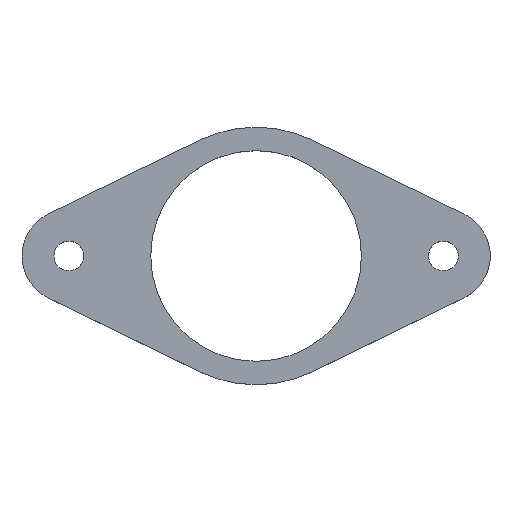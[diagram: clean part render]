
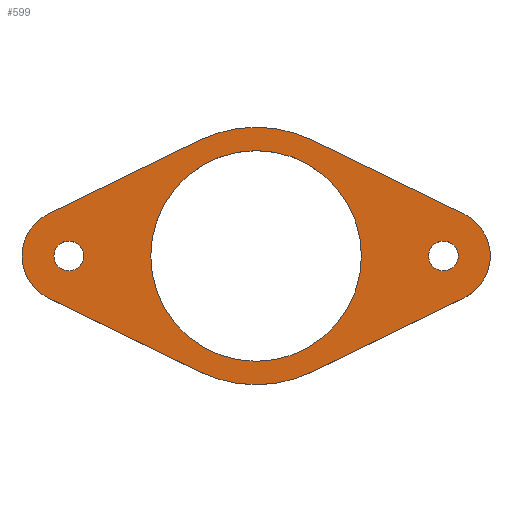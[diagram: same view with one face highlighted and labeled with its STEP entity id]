
A CAD part, top view. The second image highlights one B-rep face of the part: STEP entity #599.
In plain terms, the highlighted planar face has unit normal (0, 0, 1).
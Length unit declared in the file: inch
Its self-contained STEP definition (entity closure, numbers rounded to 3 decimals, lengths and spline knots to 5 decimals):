
#4 = DIRECTION ( 'NONE',  ( 1., 0., 0. ) ) ;
#11 = DIRECTION ( 'NONE',  ( 0., 0., 1. ) ) ;
#12 = VERTEX_POINT ( 'NONE', #392 ) ;
#13 = ORIENTED_EDGE ( 'NONE', *, *, #81, .T. ) ;
#27 = VERTEX_POINT ( 'NONE', #482 ) ;
#29 = CARTESIAN_POINT ( 'NONE',  ( 0.9205, 0., 0.125 ) ) ;
#30 = AXIS2_PLACEMENT_3D ( 'NONE', #427, #159, #528 ) ;
#34 = DIRECTION ( 'NONE',  ( 0., 0., 1. ) ) ;
#36 = EDGE_CURVE ( 'NONE', #227, #120, #587, .T. ) ;
#39 = DIRECTION ( 'NONE',  ( 1., 0., 0. ) ) ;
#40 = CIRCLE ( 'NONE', #627, 0.25 ) ;
#55 = CIRCLE ( 'NONE', #138, 0.25 ) ;
#63 = VERTEX_POINT ( 'NONE', #280 ) ;
#77 = ORIENTED_EDGE ( 'NONE', *, *, #86, .F. ) ;
#80 = CIRCLE ( 'NONE', #388, 0.5625 ) ;
#81 = EDGE_CURVE ( 'NONE', #173, #313, #40, .T. ) ;
#86 = EDGE_CURVE ( 'NONE', #120, #227, #100, .T. ) ;
#88 = AXIS2_PLACEMENT_3D ( 'NONE', #260, #571, #111 ) ;
#95 = EDGE_LOOP ( 'NONE', ( #634, #529 ) ) ;
#97 = CARTESIAN_POINT ( 'NONE',  ( -1.10937, -0.2248, 0.125 ) ) ;
#100 = CIRCLE ( 'NONE', #30, 0.0795 ) ;
#101 = DIRECTION ( 'NONE',  ( 1., 0., 0. ) ) ;
#103 = EDGE_CURVE ( 'NONE', #27, #202, #188, .T. ) ;
#106 = DIRECTION ( 'NONE',  ( -0.899, -0.437, 0. ) ) ;
#109 = EDGE_CURVE ( 'NONE', #620, #139, #468, .T. ) ;
#111 = DIRECTION ( 'NONE',  ( 1., 0., 0. ) ) ;
#114 = AXIS2_PLACEMENT_3D ( 'NONE', #662, #192, #39 ) ;
#115 = VERTEX_POINT ( 'NONE', #643 ) ;
#119 = EDGE_LOOP ( 'NONE', ( #130, #471 ) ) ;
#120 = VERTEX_POINT ( 'NONE', #210 ) ;
#121 = EDGE_LOOP ( 'NONE', ( #77, #367 ) ) ;
#130 = ORIENTED_EDGE ( 'NONE', *, *, #371, .F. ) ;
#138 = AXIS2_PLACEMENT_3D ( 'NONE', #312, #205, #101 ) ;
#139 = VERTEX_POINT ( 'NONE', #510 ) ;
#144 = FACE_BOUND ( 'NONE', #121, .T. ) ;
#153 = CARTESIAN_POINT ( 'NONE',  ( -0.30078, -0.61821, 0.125 ) ) ;
#155 = CIRCLE ( 'NONE', #114, 0.0795 ) ;
#159 = DIRECTION ( 'NONE',  ( 0., 0., 1. ) ) ;
#166 = VERTEX_POINT ( 'NONE', #153 ) ;
#173 = VERTEX_POINT ( 'NONE', #668 ) ;
#175 = ORIENTED_EDGE ( 'NONE', *, *, #109, .T. ) ;
#178 = DIRECTION ( 'NONE',  ( 0., 0., 1. ) ) ;
#188 = CIRCLE ( 'NONE', #88, 0.0795 ) ;
#192 = DIRECTION ( 'NONE',  ( 0., 0., 1. ) ) ;
#193 = EDGE_CURVE ( 'NONE', #173, #229, #578, .T. ) ;
#195 = DIRECTION ( 'NONE',  ( 1., 0., 0. ) ) ;
#202 = VERTEX_POINT ( 'NONE', #453 ) ;
#205 = DIRECTION ( 'NONE',  ( 0., 0., 1. ) ) ;
#208 = ORIENTED_EDGE ( 'NONE', *, *, #544, .F. ) ;
#210 = CARTESIAN_POINT ( 'NONE',  ( 1.0795, 0., 0.125 ) ) ;
#218 = LINE ( 'NONE', #525, #241 ) ;
#220 = VECTOR ( 'NONE', #434, 39.37008 ) ;
#224 = CARTESIAN_POINT ( 'NONE',  ( -0.30078, -0.61821, 0.125 ) ) ;
#225 = VERTEX_POINT ( 'NONE', #97 ) ;
#227 = VERTEX_POINT ( 'NONE', #29 ) ;
#229 = VERTEX_POINT ( 'NONE', #455 ) ;
#239 = CARTESIAN_POINT ( 'NONE',  ( 1., 0., 0.125 ) ) ;
#241 = VECTOR ( 'NONE', #106, 39.37008 ) ;
#242 = AXIS2_PLACEMENT_3D ( 'NONE', #347, #556, #301 ) ;
#243 = EDGE_CURVE ( 'NONE', #166, #115, #463, .T. ) ;
#260 = CARTESIAN_POINT ( 'NONE',  ( -1., 0., 0.125 ) ) ;
#261 = CIRCLE ( 'NONE', #649, 0.6875 ) ;
#262 = CARTESIAN_POINT ( 'NONE',  ( 1.10938, 0.2248, 0.125 ) ) ;
#277 = EDGE_LOOP ( 'NONE', ( #175, #626, #369, #13, #319, #208, #583, #324, #538 ) ) ;
#280 = CARTESIAN_POINT ( 'NONE',  ( 1.10938, -0.2248, 0.125 ) ) ;
#301 = DIRECTION ( 'NONE',  ( 1., 0., 0. ) ) ;
#312 = CARTESIAN_POINT ( 'NONE',  ( -1., 0., 0.125 ) ) ;
#313 = VERTEX_POINT ( 'NONE', #351 ) ;
#319 = ORIENTED_EDGE ( 'NONE', *, *, #655, .T. ) ;
#324 = ORIENTED_EDGE ( 'NONE', *, *, #420, .F. ) ;
#332 = LINE ( 'NONE', #224, #448 ) ;
#345 = EDGE_CURVE ( 'NONE', #202, #27, #155, .T. ) ;
#346 = AXIS2_PLACEMENT_3D ( 'NONE', #669, #656, #359 ) ;
#347 = CARTESIAN_POINT ( 'NONE',  ( 0., 0., 0.125 ) ) ;
#350 = CARTESIAN_POINT ( 'NONE',  ( 0., 0., 0.125 ) ) ;
#351 = CARTESIAN_POINT ( 'NONE',  ( -1.25, 0., 0.125 ) ) ;
#359 = DIRECTION ( 'NONE',  ( 1., 0., 0. ) ) ;
#362 = DIRECTION ( 'NONE',  ( 0., 0., 1. ) ) ;
#367 = ORIENTED_EDGE ( 'NONE', *, *, #36, .F. ) ;
#368 = DIRECTION ( 'NONE',  ( 0.899, 0.437, 0. ) ) ;
#369 = ORIENTED_EDGE ( 'NONE', *, *, #193, .F. ) ;
#371 = EDGE_CURVE ( 'NONE', #12, #562, #405, .T. ) ;
#388 = AXIS2_PLACEMENT_3D ( 'NONE', #350, #362, #522 ) ;
#392 = CARTESIAN_POINT ( 'NONE',  ( -0.5625, 0., 0.125 ) ) ;
#399 = EDGE_CURVE ( 'NONE', #139, #229, #261, .T. ) ;
#402 = PLANE ( 'NONE',  #242 ) ;
#405 = CIRCLE ( 'NONE', #678, 0.5625 ) ;
#414 = CARTESIAN_POINT ( 'NONE',  ( -1., 0., 0.125 ) ) ;
#420 = EDGE_CURVE ( 'NONE', #63, #115, #218, .T. ) ;
#423 = CARTESIAN_POINT ( 'NONE',  ( 0.30078, 0.61821, 0.125 ) ) ;
#425 = DIRECTION ( 'NONE',  ( 0., 0., 1. ) ) ;
#427 = CARTESIAN_POINT ( 'NONE',  ( 1., 0., 0.125 ) ) ;
#430 = CIRCLE ( 'NONE', #346, 0.25 ) ;
#434 = DIRECTION ( 'NONE',  ( -0.899, 0.437, 0. ) ) ;
#448 = VECTOR ( 'NONE', #592, 39.37008 ) ;
#453 = CARTESIAN_POINT ( 'NONE',  ( -1.0795, 0., 0.125 ) ) ;
#455 = CARTESIAN_POINT ( 'NONE',  ( -0.30078, 0.61821, 0.125 ) ) ;
#463 = CIRCLE ( 'NONE', #519, 0.6875 ) ;
#467 = CARTESIAN_POINT ( 'NONE',  ( 0., 0., 0.125 ) ) ;
#468 = LINE ( 'NONE', #423, #220 ) ;
#471 = ORIENTED_EDGE ( 'NONE', *, *, #675, .F. ) ;
#482 = CARTESIAN_POINT ( 'NONE',  ( -0.9205, 0., 0.125 ) ) ;
#493 = FACE_BOUND ( 'NONE', #119, .T. ) ;
#505 = CARTESIAN_POINT ( 'NONE',  ( 0., 0., 0.125 ) ) ;
#509 = DIRECTION ( 'NONE',  ( 1., 0., 0. ) ) ;
#510 = CARTESIAN_POINT ( 'NONE',  ( 0.30078, 0.61821, 0.125 ) ) ;
#518 = AXIS2_PLACEMENT_3D ( 'NONE', #239, #178, #658 ) ;
#519 = AXIS2_PLACEMENT_3D ( 'NONE', #561, #563, #195 ) ;
#522 = DIRECTION ( 'NONE',  ( 1., 0., 0. ) ) ;
#525 = CARTESIAN_POINT ( 'NONE',  ( 0.30078, -0.61821, 0.125 ) ) ;
#528 = DIRECTION ( 'NONE',  ( 1., 0., 0. ) ) ;
#529 = ORIENTED_EDGE ( 'NONE', *, *, #345, .F. ) ;
#538 = ORIENTED_EDGE ( 'NONE', *, *, #617, .T. ) ;
#544 = EDGE_CURVE ( 'NONE', #166, #225, #332, .T. ) ;
#552 = FACE_OUTER_BOUND ( 'NONE', #277, .T. ) ;
#556 = DIRECTION ( 'NONE',  ( 0., 0., 1. ) ) ;
#561 = CARTESIAN_POINT ( 'NONE',  ( 0., 0., 0.125 ) ) ;
#562 = VERTEX_POINT ( 'NONE', #663 ) ;
#563 = DIRECTION ( 'NONE',  ( 0., 0., 1. ) ) ;
#569 = CARTESIAN_POINT ( 'NONE',  ( -0.30078, 0.61821, 0.125 ) ) ;
#571 = DIRECTION ( 'NONE',  ( 0., 0., 1. ) ) ;
#578 = LINE ( 'NONE', #569, #657 ) ;
#583 = ORIENTED_EDGE ( 'NONE', *, *, #243, .T. ) ;
#587 = CIRCLE ( 'NONE', #518, 0.0795 ) ;
#592 = DIRECTION ( 'NONE',  ( -0.899, 0.437, 0. ) ) ;
#599 = ADVANCED_FACE ( 'NONE', ( #610, #144, #493, #552 ), #402, .T. ) ;
#610 = FACE_BOUND ( 'NONE', #95, .T. ) ;
#617 = EDGE_CURVE ( 'NONE', #63, #620, #430, .T. ) ;
#620 = VERTEX_POINT ( 'NONE', #262 ) ;
#626 = ORIENTED_EDGE ( 'NONE', *, *, #399, .T. ) ;
#627 = AXIS2_PLACEMENT_3D ( 'NONE', #414, #11, #4 ) ;
#634 = ORIENTED_EDGE ( 'NONE', *, *, #103, .F. ) ;
#636 = DIRECTION ( 'NONE',  ( 1., 0., 0. ) ) ;
#643 = CARTESIAN_POINT ( 'NONE',  ( 0.30078, -0.61821, 0.125 ) ) ;
#649 = AXIS2_PLACEMENT_3D ( 'NONE', #467, #425, #636 ) ;
#655 = EDGE_CURVE ( 'NONE', #313, #225, #55, .T. ) ;
#656 = DIRECTION ( 'NONE',  ( 0., 0., 1. ) ) ;
#657 = VECTOR ( 'NONE', #368, 39.37008 ) ;
#658 = DIRECTION ( 'NONE',  ( 1., 0., 0. ) ) ;
#662 = CARTESIAN_POINT ( 'NONE',  ( -1., 0., 0.125 ) ) ;
#663 = CARTESIAN_POINT ( 'NONE',  ( 0.5625, 0., 0.125 ) ) ;
#668 = CARTESIAN_POINT ( 'NONE',  ( -1.10938, 0.2248, 0.125 ) ) ;
#669 = CARTESIAN_POINT ( 'NONE',  ( 1., 0., 0.125 ) ) ;
#675 = EDGE_CURVE ( 'NONE', #562, #12, #80, .T. ) ;
#678 = AXIS2_PLACEMENT_3D ( 'NONE', #505, #34, #509 ) ;
